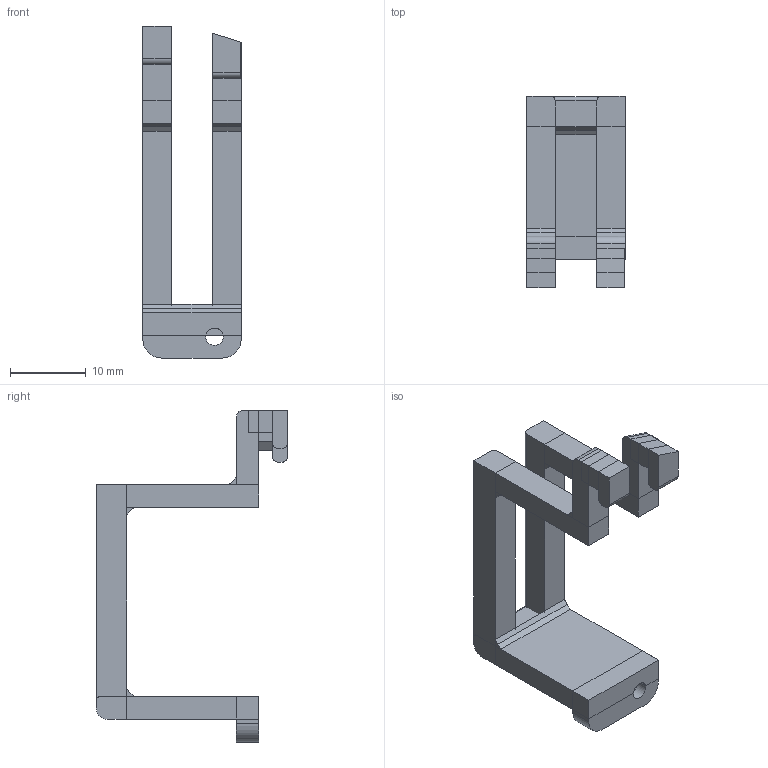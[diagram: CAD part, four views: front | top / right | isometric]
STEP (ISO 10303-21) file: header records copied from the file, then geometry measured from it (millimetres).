
FILE_DESCRIPTION(/* description */ ('','CAx-IF Rec.Pracs.---Representation and Presentation of Product Manufacturing Information (PMI)---4.0---2014-10-13'),/* implementation_level */ '2;1');
FILE_NAME(/* name */ 'Base_ServoPlug_Clip_20250309.step',/* time_stamp */ '2025-03-09T22:01:41Z',/* author */ (''),/* organization */ (''),/* preprocessor_version */ 'ST-DEVELOPER v20',/* originating_system */ 'Autodesk Translation Framework v13.20.0.188',/* authorisation */ '');
FILE_SCHEMA (('AP242_MANAGED_MODEL_BASED_3D_ENGINEERING_MIM_LF { 1 0 10303 442 1 1 4 }'));
Length unit declared in the file: millimetre
Products named in the file (1): FusionComponent
Bounding box: 13 x 25.3 x 43.87 mm (x, y, z)
Volume: 2580.2 mm3; surface area: 3347.9 mm2
Topology: 18 solids, 18 shells, 137 faces, 296 edges, 196 vertices
Faces by surface type: plane 113, cylinder 22, torus 2
Full cylindrical faces by diameter (mm): 2.3 x1, 4 x1
Entity records: 3704 total; most frequent: CARTESIAN_POINT 630, DIRECTION 618, ORIENTED_EDGE 592, EDGE_CURVE 296, LINE 250, VECTOR 250, VERTEX_POINT 196, AXIS2_PLACEMENT_3D 184
